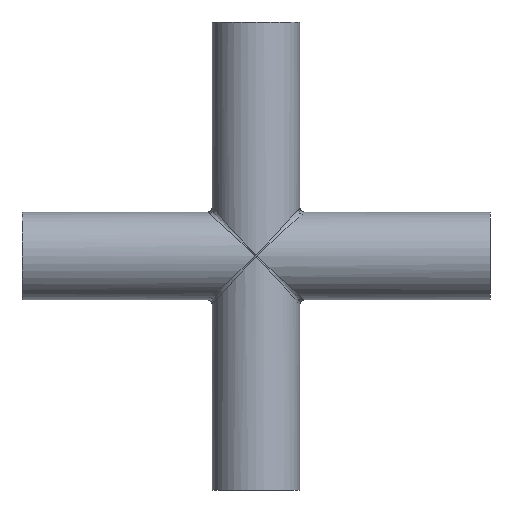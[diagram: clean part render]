
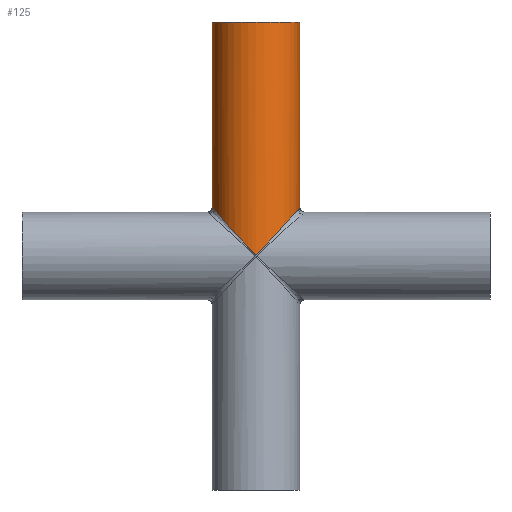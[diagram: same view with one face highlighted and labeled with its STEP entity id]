
A CAD part, front view. The second image highlights one B-rep face of the part: STEP entity #125.
In plain terms, the highlighted cylindrical face has radius 9.525 mm (diameter 19.05 mm), a partial arc.
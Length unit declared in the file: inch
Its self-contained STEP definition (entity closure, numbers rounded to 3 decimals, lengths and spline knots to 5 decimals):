
#36 = CARTESIAN_POINT ( 'NONE',  ( 0.375, 0., 0.41437 ) ) ;
#76 = CARTESIAN_POINT ( 'NONE',  ( 0.375, 0., 2. ) ) ;
#91 = CIRCLE ( 'NONE', #712, 0.375 ) ;
#106 = FACE_OUTER_BOUND ( 'NONE', #298, .T. ) ;
#125 = ADVANCED_FACE ( 'NONE', ( #106 ), #141, .T. ) ;
#141 = CYLINDRICAL_SURFACE ( 'NONE', #186, 0.375 ) ;
#183 = CARTESIAN_POINT ( 'NONE',  ( -0.375, 0., 2. ) ) ;
#186 = AXIS2_PLACEMENT_3D ( 'NONE', #284, #1390, #278 ) ;
#227 = CARTESIAN_POINT ( 'NONE',  ( -0.375, 0., 0.41437 ) ) ;
#235 = VERTEX_POINT ( 'NONE', #36 ) ;
#245 = CARTESIAN_POINT ( 'NONE',  ( 0., 0., 2. ) ) ;
#273 = CARTESIAN_POINT ( 'NONE',  ( -0.375, 0., 2. ) ) ;
#278 = DIRECTION ( 'NONE',  ( -1., 0., 0. ) ) ;
#284 = CARTESIAN_POINT ( 'NONE',  ( 0., 0., 2. ) ) ;
#290 = CARTESIAN_POINT ( 'NONE',  ( 0.375, -0.21967, 0.41437 ) ) ;
#295 = DIRECTION ( 'NONE',  ( 0., 0., -1. ) ) ;
#298 = EDGE_LOOP ( 'NONE', ( #689, #1566, #672, #1329, #1426 ) ) ;
#303 = CARTESIAN_POINT ( 'NONE',  ( 0., -0.375, 0. ) ) ;
#466 = VERTEX_POINT ( 'NONE', #76 ) ;
#480 = DIRECTION ( 'NONE',  ( 1., 0., 0. ) ) ;
#550 =( BOUNDED_CURVE ( )  B_SPLINE_CURVE ( 3, ( #303, #1265, #290, #1289 ),
 .UNSPECIFIED., .F., .T. ) 
 B_SPLINE_CURVE_WITH_KNOTS ( ( 4, 4 ),
 ( 1.5708, 3.14159 ),
 .UNSPECIFIED. ) 
 CURVE ( )  GEOMETRIC_REPRESENTATION_ITEM ( )  RATIONAL_B_SPLINE_CURVE ( ( 1., 0.805, 0.805, 1. ) ) 
 REPRESENTATION_ITEM ( '' )  );
#599 = CARTESIAN_POINT ( 'NONE',  ( 0., -0.375, 0. ) ) ;
#610 = CARTESIAN_POINT ( 'NONE',  ( 0., -0.375, 0. ) ) ;
#612 = EDGE_CURVE ( 'NONE', #1594, #466, #91, .T. ) ;
#664 = VECTOR ( 'NONE', #295, 39.37008 ) ;
#672 = ORIENTED_EDGE ( 'NONE', *, *, #1115, .T. ) ;
#677 = EDGE_CURVE ( 'NONE', #725, #1247, #770, .T. ) ;
#689 = ORIENTED_EDGE ( 'NONE', *, *, #1006, .F. ) ;
#712 = AXIS2_PLACEMENT_3D ( 'NONE', #245, #1214, #480 ) ;
#725 = VERTEX_POINT ( 'NONE', #1083 ) ;
#742 = CARTESIAN_POINT ( 'NONE',  ( -0.375, -0.21967, 0.41437 ) ) ;
#770 =( BOUNDED_CURVE ( )  B_SPLINE_CURVE ( 3, ( #227, #742, #1331, #610 ),
 .UNSPECIFIED., .F., .T. ) 
 B_SPLINE_CURVE_WITH_KNOTS ( ( 4, 4 ),
 ( 0., 1.5708 ),
 .UNSPECIFIED. ) 
 CURVE ( )  GEOMETRIC_REPRESENTATION_ITEM ( )  RATIONAL_B_SPLINE_CURVE ( ( 1., 0.805, 0.805, 1. ) ) 
 REPRESENTATION_ITEM ( '' )  );
#791 = CARTESIAN_POINT ( 'NONE',  ( 0.375, 0., 2. ) ) ;
#1006 = EDGE_CURVE ( 'NONE', #466, #235, #1308, .T. ) ;
#1013 = DIRECTION ( 'NONE',  ( 0., 0., -1. ) ) ;
#1083 = CARTESIAN_POINT ( 'NONE',  ( -0.375, 0., 0.41437 ) ) ;
#1115 = EDGE_CURVE ( 'NONE', #1594, #725, #1323, .T. ) ;
#1214 = DIRECTION ( 'NONE',  ( 0., 0., 1. ) ) ;
#1247 = VERTEX_POINT ( 'NONE', #599 ) ;
#1265 = CARTESIAN_POINT ( 'NONE',  ( 0.21967, -0.375, 0.24273 ) ) ;
#1289 = CARTESIAN_POINT ( 'NONE',  ( 0.375, 0., 0.41437 ) ) ;
#1308 = LINE ( 'NONE', #791, #664 ) ;
#1323 = LINE ( 'NONE', #273, #1531 ) ;
#1329 = ORIENTED_EDGE ( 'NONE', *, *, #677, .T. ) ;
#1331 = CARTESIAN_POINT ( 'NONE',  ( -0.21967, -0.375, 0.24273 ) ) ;
#1390 = DIRECTION ( 'NONE',  ( 0., 0., -1. ) ) ;
#1426 = ORIENTED_EDGE ( 'NONE', *, *, #1483, .T. ) ;
#1483 = EDGE_CURVE ( 'NONE', #1247, #235, #550, .T. ) ;
#1531 = VECTOR ( 'NONE', #1013, 39.37008 ) ;
#1566 = ORIENTED_EDGE ( 'NONE', *, *, #612, .F. ) ;
#1594 = VERTEX_POINT ( 'NONE', #183 ) ;
